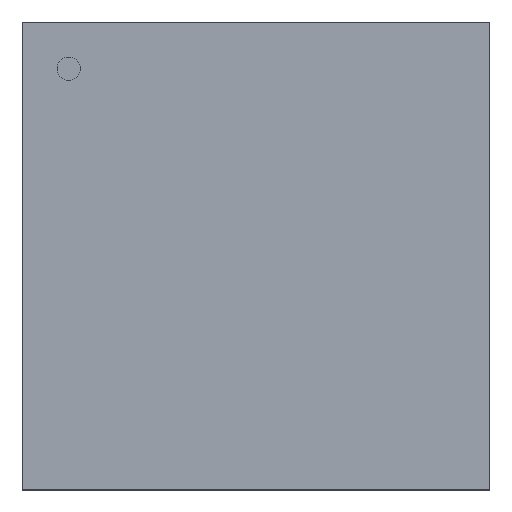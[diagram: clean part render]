
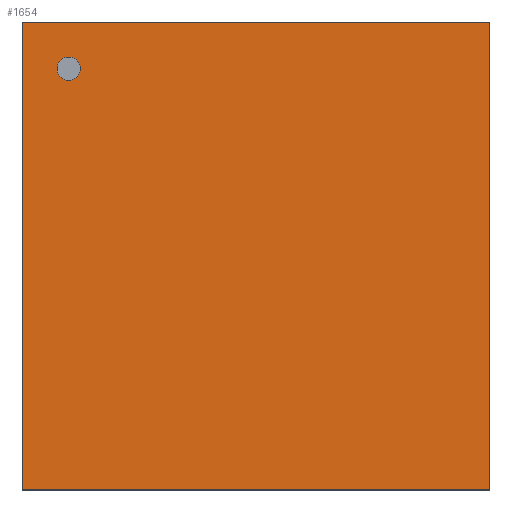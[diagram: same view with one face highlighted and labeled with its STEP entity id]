
A CAD part, top view. The second image highlights one B-rep face of the part: STEP entity #1654.
In plain terms, the highlighted planar face has unit normal (0, 0, 1).
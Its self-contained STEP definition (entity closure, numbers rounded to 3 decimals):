
#1430=CARTESIAN_POINT('',(3.569,-3.569,0.61));
#1429=VERTEX_POINT('',#1430);
#1440=CARTESIAN_POINT('',(-3.569,-3.569,0.61));
#1439=VERTEX_POINT('',#1440);
#1438=EDGE_CURVE('',#1439,#1429,#1443,.T.);
#1443=LINE('',#1440,#1445);
#1445=VECTOR('',#1446,7.137);
#1446=DIRECTION('',(1.0,0.0,0.0));
#1479=CARTESIAN_POINT('',(3.569,3.569,0.61));
#1478=VERTEX_POINT('',#1479);
#1487=EDGE_CURVE('',#1429,#1478,#1492,.T.);
#1492=LINE('',#1430,#1494);
#1494=VECTOR('',#1495,7.137);
#1495=DIRECTION('',(0.0,1.0,0.0));
#1528=CARTESIAN_POINT('',(-3.569,3.569,0.61));
#1527=VERTEX_POINT('',#1528);
#1536=EDGE_CURVE('',#1478,#1527,#1541,.T.);
#1541=LINE('',#1479,#1543);
#1543=VECTOR('',#1544,7.137);
#1544=DIRECTION('',(-1.0,0.0,0.0));
#1585=EDGE_CURVE('',#1527,#1439,#1590,.T.);
#1590=LINE('',#1528,#1592);
#1592=VECTOR('',#1593,7.137);
#1593=DIRECTION('',(0.0,-1.0,0.0));
#1654=ADVANCED_FACE('',(#1660),#1655,.T.);
#1655=PLANE('',#1656);
#1656=AXIS2_PLACEMENT_3D('',#1657,#1658,#1659);
#1657=CARTESIAN_POINT('',(-3.569,-3.569,0.61));
#1658=DIRECTION('',(0.0,0.0,1.0));
#1659=DIRECTION('',(0.,1.,0.));
#1660=FACE_OUTER_BOUND('',#1661,.T.);
#1661=EDGE_LOOP('',(#1662,#1672,#1682,#1692));
#1662=ORIENTED_EDGE('',*,*,#1438,.T.);
#1672=ORIENTED_EDGE('',*,*,#1487,.T.);
#1682=ORIENTED_EDGE('',*,*,#1536,.T.);
#1692=ORIENTED_EDGE('',*,*,#1585,.T.);
